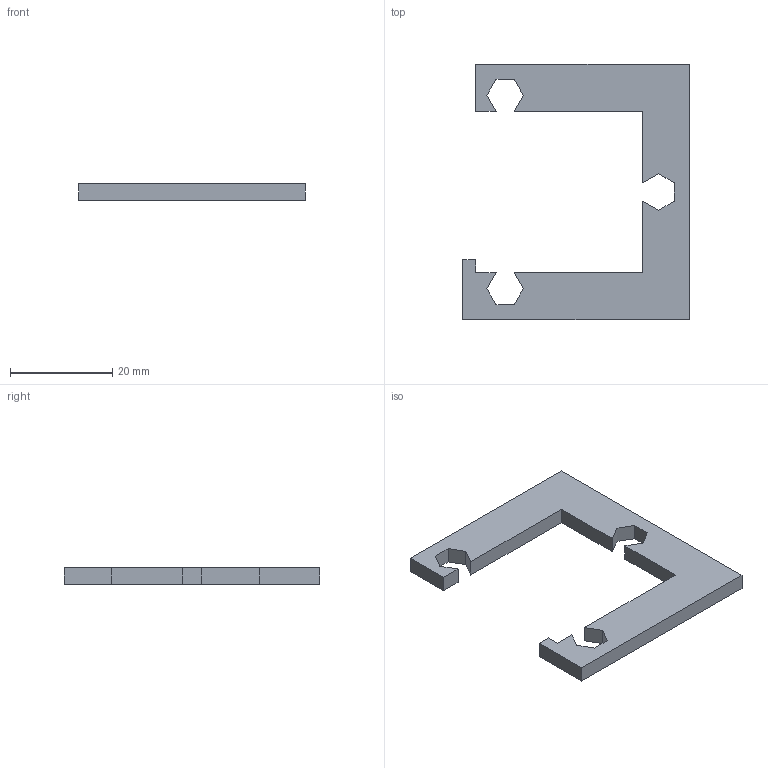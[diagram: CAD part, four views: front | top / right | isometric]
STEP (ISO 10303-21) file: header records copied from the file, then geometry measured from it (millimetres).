
FILE_DESCRIPTION (( 'STEP AP214' ), '1' );
FILE_NAME ('ServoJigLayer1.STEP', '2014-11-24T23:34:51', ( '' ), ( '' ), 'SwSTEP 2.0', 'SolidWorks 2014', '' );
FILE_SCHEMA (( 'AUTOMOTIVE_DESIGN' ));
Length unit declared in the file: inch
Products named in the file (1): ServoJigLayer1
Bounding box: 44.45 x 50.11 x 3.17 mm (x, y, z)
Volume: 3162.7 mm3; surface area: 2955.2 mm2
Topology: 1 solids, 1 shells, 30 faces, 84 edges, 56 vertices
Faces by surface type: plane 30
Entity records: 1378 total; most frequent: CARTESIAN_POINT 171, ORIENTED_EDGE 168, DIRECTION 146, EDGE_CURVE 84, VECTOR 84, LINE 84, VERTEX_POINT 56, LENGTH_MEASURE_WITH_UNIT 33
